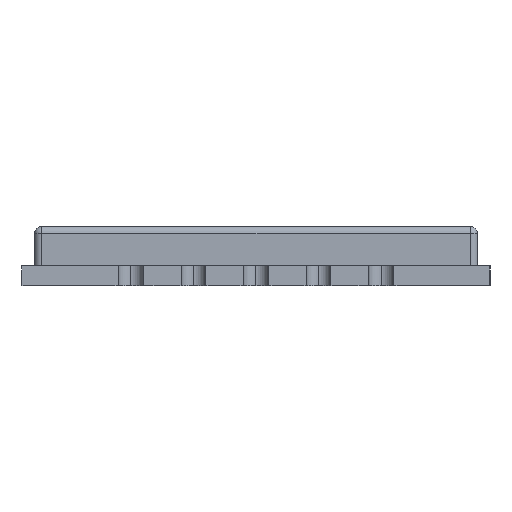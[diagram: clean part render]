
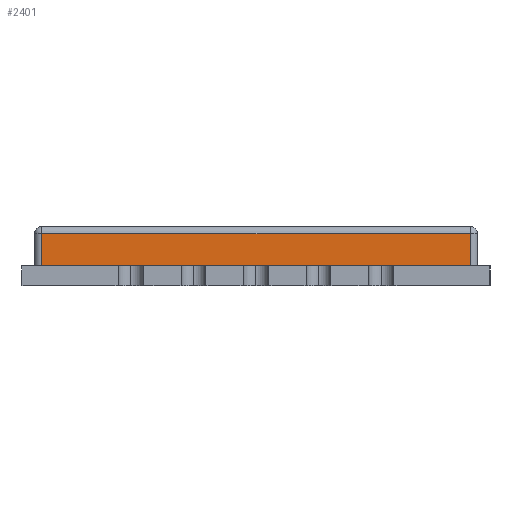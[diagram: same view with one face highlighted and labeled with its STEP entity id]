
A CAD part, left-side view. The second image highlights one B-rep face of the part: STEP entity #2401.
In plain terms, the highlighted planar face has unit normal (-1, 0, 0).
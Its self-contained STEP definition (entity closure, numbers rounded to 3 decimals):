
#436 = DIRECTION ( 'NONE',  ( 0., 0., 1. ) ) ;
#859 = CARTESIAN_POINT ( 'NONE',  ( -9.9, 9., 2.1 ) ) ;
#1110 = VECTOR ( 'NONE', #436, 1000. ) ;
#1304 = EDGE_CURVE ( 'NONE', #15863, #17301, #8189, .T. ) ;
#1484 = CARTESIAN_POINT ( 'NONE',  ( -9.9, -8.7, 2.1 ) ) ;
#1518 = LINE ( 'NONE', #8840, #4279 ) ;
#1692 = AXIS2_PLACEMENT_3D ( 'NONE', #12088, #10557, #7854 ) ;
#1936 = LINE ( 'NONE', #11050, #1110 ) ;
#2379 = DIRECTION ( 'NONE',  ( 0., 1., 0. ) ) ;
#2401 = ADVANCED_FACE ( 'NONE', ( #19351 ), #4211, .F. ) ;
#2844 = DIRECTION ( 'NONE',  ( 0., -1., 0. ) ) ;
#4211 = PLANE ( 'NONE',  #1692 ) ;
#4279 = VECTOR ( 'NONE', #2844, 1000. ) ;
#4986 = VERTEX_POINT ( 'NONE', #9177 ) ;
#6703 = VECTOR ( 'NONE', #2379, 1000. ) ;
#7785 = CARTESIAN_POINT ( 'NONE',  ( -9.9, 8.7, 0.8 ) ) ;
#7854 = DIRECTION ( 'NONE',  ( 0., 0., -1. ) ) ;
#8189 = LINE ( 'NONE', #17347, #14298 ) ;
#8840 = CARTESIAN_POINT ( 'NONE',  ( -9.9, -9., 0.8 ) ) ;
#9177 = CARTESIAN_POINT ( 'NONE',  ( -9.9, -8.7, 0.8 ) ) ;
#9580 = DIRECTION ( 'NONE',  ( 0., 0., -1. ) ) ;
#9880 = LINE ( 'NONE', #859, #6703 ) ;
#10169 = EDGE_CURVE ( 'NONE', #11554, #15863, #9880, .T. ) ;
#10557 = DIRECTION ( 'NONE',  ( 1., 0., 0. ) ) ;
#10859 = ORIENTED_EDGE ( 'NONE', *, *, #15724, .T. ) ;
#11050 = CARTESIAN_POINT ( 'NONE',  ( -9.9, -8.7, 31.559 ) ) ;
#11554 = VERTEX_POINT ( 'NONE', #1484 ) ;
#12088 = CARTESIAN_POINT ( 'NONE',  ( -9.9, -9., 31.559 ) ) ;
#12132 = ORIENTED_EDGE ( 'NONE', *, *, #19971, .T. ) ;
#14298 = VECTOR ( 'NONE', #9580, 1000. ) ;
#15537 = CARTESIAN_POINT ( 'NONE',  ( -9.9, 8.7, 2.1 ) ) ;
#15724 = EDGE_CURVE ( 'NONE', #17301, #4986, #1518, .T. ) ;
#15863 = VERTEX_POINT ( 'NONE', #15537 ) ;
#17057 = ORIENTED_EDGE ( 'NONE', *, *, #10169, .T. ) ;
#17103 = ORIENTED_EDGE ( 'NONE', *, *, #1304, .T. ) ;
#17301 = VERTEX_POINT ( 'NONE', #7785 ) ;
#17347 = CARTESIAN_POINT ( 'NONE',  ( -9.9, 8.7, 31.559 ) ) ;
#19177 = EDGE_LOOP ( 'NONE', ( #10859, #12132, #17057, #17103 ) ) ;
#19351 = FACE_OUTER_BOUND ( 'NONE', #19177, .T. ) ;
#19971 = EDGE_CURVE ( 'NONE', #4986, #11554, #1936, .T. ) ;
